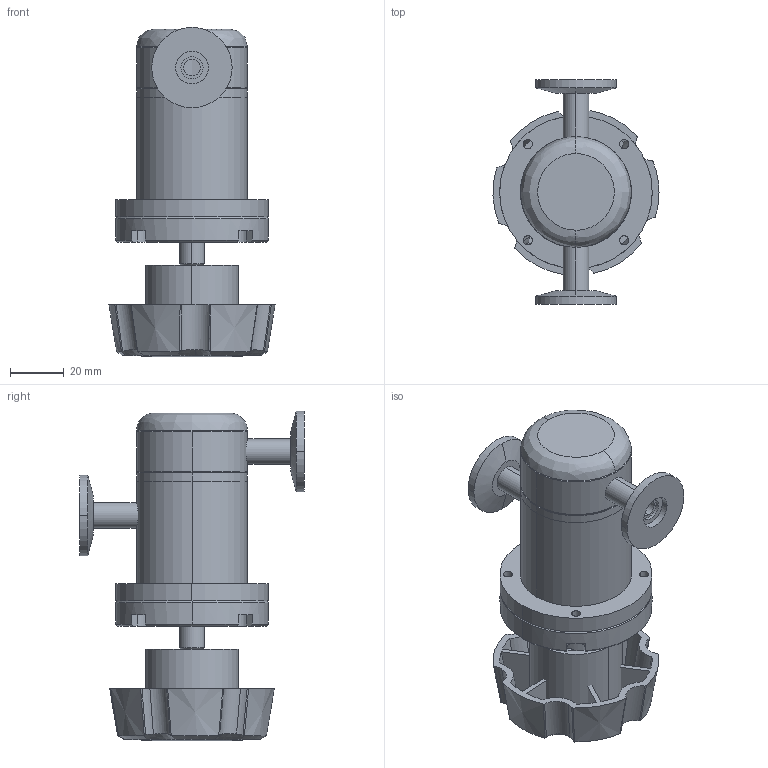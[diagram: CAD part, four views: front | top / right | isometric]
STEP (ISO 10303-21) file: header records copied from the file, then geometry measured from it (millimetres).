
FILE_DESCRIPTION (( 'STEP AP214' ), '1' );
FILE_NAME ('L-380-H-NW10_INLINE_VALVE_VITON_BONNET_MANUAL.STEP', '2020-03-21T04:28:04', ( 'admin' ), ( 'Microsoft' ), 'SwSTEP 2.0', 'SolidWorks 2016', '' );
FILE_SCHEMA (( 'AUTOMOTIVE_DESIGN' ));
Length unit declared in the file: inch
Products named in the file (1): L-380-H-NW10_INLINE_VALVE_VITON_BONNET_MANUAL
Bounding box: 61.94 x 83.82 x 122.75 mm (x, y, z)
Volume: 99355.5 mm3; surface area: 66331.7 mm2
Topology: 14 solids, 14 shells, 324 faces, 815 edges, 538 vertices
Faces by surface type: cylinder 133, plane 97, cone 75, bspline 18, sphere 1
Entity records: 11684 total; most frequent: CARTESIAN_POINT 3801, ORIENTED_EDGE 1630, DIRECTION 1551, EDGE_CURVE 815, AXIS2_PLACEMENT_3D 636, VERTEX_POINT 538, EDGE_LOOP 385, CIRCLE 329
